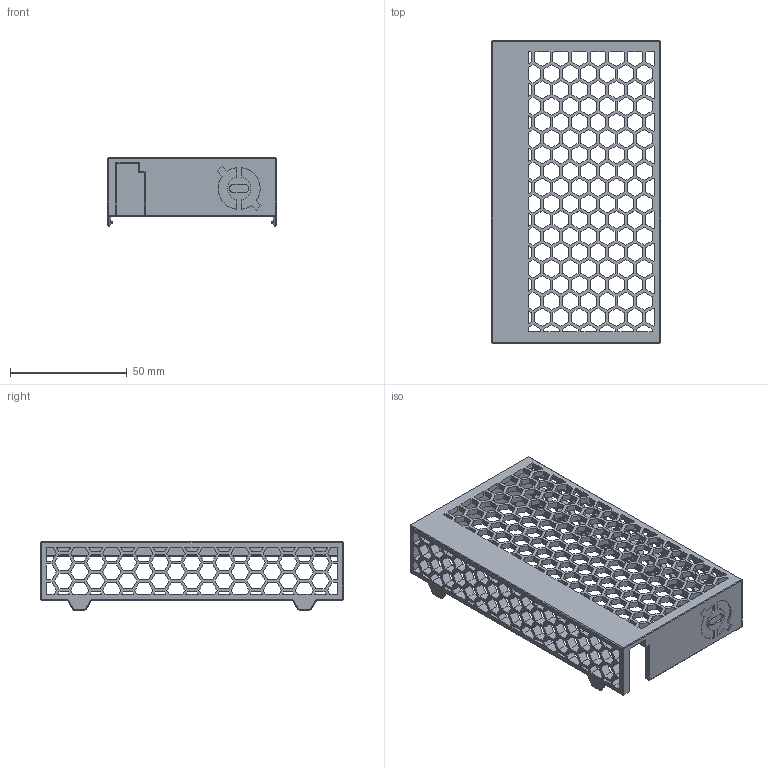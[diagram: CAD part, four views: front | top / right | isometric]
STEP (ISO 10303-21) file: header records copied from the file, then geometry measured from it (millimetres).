
FILE_DESCRIPTION(/* description */ (''),/* implementation_level */ '2;1');
FILE_NAME(/* name */ '__[a]BTT_MMB_Case_Lid.step',/* time_stamp */ '2023-12-18T03:08:03-05:00',/* author */ (''),/* organization */ (''),/* preprocessor_version */ 'ST-DEVELOPER v20',/* originating_system */ 'Autodesk Translation Framework v12.14.0.127',/* authorisation */ '');
FILE_SCHEMA (('AUTOMOTIVE_DESIGN { 1 0 10303 214 3 1 1 }'));
Length unit declared in the file: millimetre
Products named in the file (1): __[a]BTT_MMB_rear_mount_bottom
Bounding box: 72.5 x 129.8 x 29.45 mm (x, y, z)
Volume: 25764.5 mm3; surface area: 36772.5 mm2
Topology: 1 solids, 1 shells, 1711 faces, 5183 edges, 3406 vertices
Faces by surface type: plane 1699, cylinder 12
Entity records: 57778 total; most frequent: ORIENTED_EDGE 10366, CARTESIAN_POINT 10301, DIRECTION 8631, EDGE_CURVE 5183, LINE 5159, VECTOR 5159, VERTEX_POINT 3406, EDGE_LOOP 2177
